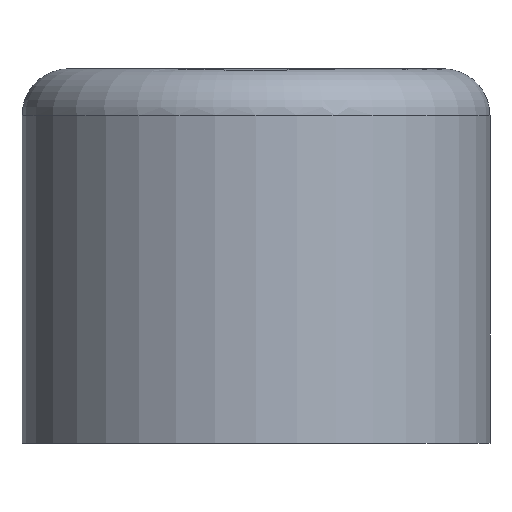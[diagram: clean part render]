
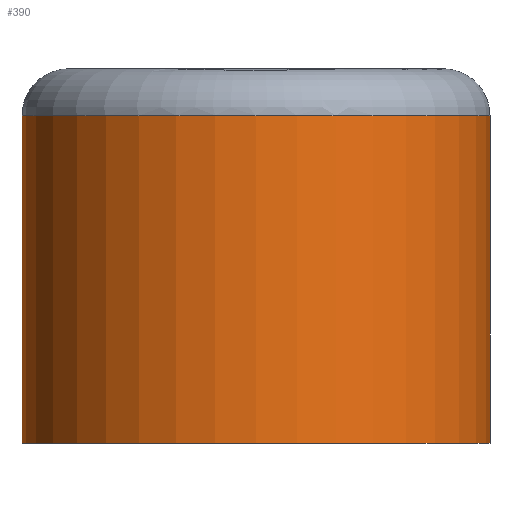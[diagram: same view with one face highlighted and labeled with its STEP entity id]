
A CAD part, front view. The second image highlights one B-rep face of the part: STEP entity #390.
In plain terms, the highlighted cylindrical face has radius 2.5 mm (diameter 5 mm), a partial arc.
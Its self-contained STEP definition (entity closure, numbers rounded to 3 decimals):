
#30=LINE('',#679,#54);
#33=LINE('',#685,#57);
#54=VECTOR('',#522,10.);
#57=VECTOR('',#527,10.);
#76=CYLINDRICAL_SURFACE('',#442,2.5);
#92=FACE_OUTER_BOUND('',#117,.T.);
#117=EDGE_LOOP('',(#292,#293,#294,#295));
#142=CIRCLE('',#426,2.5);
#153=CIRCLE('',#443,2.5);
#176=VERTEX_POINT('',#634);
#177=VERTEX_POINT('',#636);
#187=VERTEX_POINT('',#678);
#189=VERTEX_POINT('',#684);
#210=EDGE_CURVE('',#176,#177,#142,.T.);
#226=EDGE_CURVE('',#177,#187,#30,.T.);
#229=EDGE_CURVE('',#176,#189,#33,.T.);
#230=EDGE_CURVE('',#187,#189,#153,.T.);
#292=ORIENTED_EDGE('',*,*,#210,.F.);
#293=ORIENTED_EDGE('',*,*,#229,.T.);
#294=ORIENTED_EDGE('',*,*,#230,.F.);
#295=ORIENTED_EDGE('',*,*,#226,.F.);
#390=ADVANCED_FACE('',(#92),#76,.T.);
#426=AXIS2_PLACEMENT_3D('',#637,#486,#487);
#442=AXIS2_PLACEMENT_3D('',#683,#525,#526);
#443=AXIS2_PLACEMENT_3D('',#686,#528,#529);
#486=DIRECTION('center_axis',(0.,0.,1.));
#487=DIRECTION('ref_axis',(0.,-1.,0.));
#522=DIRECTION('',(0.,0.,-1.));
#525=DIRECTION('center_axis',(0.,0.,-1.));
#526=DIRECTION('ref_axis',(-1.,0.,0.));
#527=DIRECTION('',(0.,0.,-1.));
#528=DIRECTION('center_axis',(0.,0.,-1.));
#529=DIRECTION('ref_axis',(-1.,0.,0.));
#634=CARTESIAN_POINT('',(-42.5,17.5,3.5));
#636=CARTESIAN_POINT('',(-37.5,17.5,3.5));
#637=CARTESIAN_POINT('Origin',(-40.,17.5,3.5));
#678=CARTESIAN_POINT('',(-37.5,17.5,0.));
#679=CARTESIAN_POINT('',(-37.5,17.5,4.));
#683=CARTESIAN_POINT('Origin',(-40.,17.5,4.));
#684=CARTESIAN_POINT('',(-42.5,17.5,0.));
#685=CARTESIAN_POINT('',(-42.5,17.5,4.));
#686=CARTESIAN_POINT('Origin',(-40.,17.5,0.));
